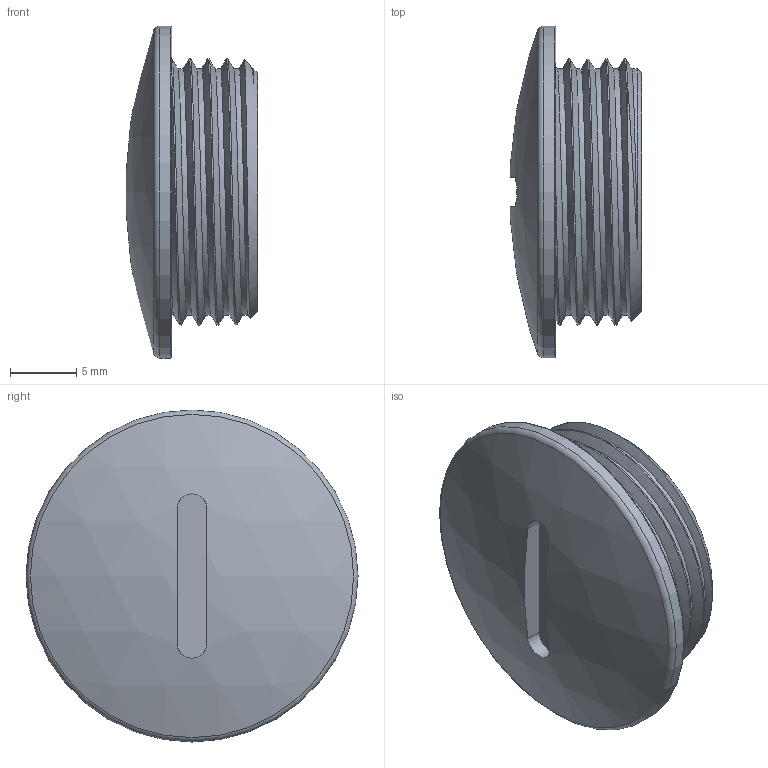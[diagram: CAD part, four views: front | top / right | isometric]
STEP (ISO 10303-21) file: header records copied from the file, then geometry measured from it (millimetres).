
FILE_DESCRIPTION(/* description */ ('Verschlussschraube PG 13,5'),/* implementation_level */ '2;1');
FILE_NAME(/* name */ '11007413-RST.stp',/* time_stamp */ '2022-01-12T10:19:53+01:00',/* author */ ('sl'),/* organization */ (''),/* preprocessor_version */ 'ST-DEVELOPER v16.5',/* originating_system */ 'Autodesk Inventor 2017',/* authorisation */ '');
FILE_SCHEMA (('AUTOMOTIVE_DESIGN { 1 0 10303 214 3 1 1 }'));
Length unit declared in the file: millimetre
Products named in the file (1): 11007413
Bounding box: 9.94 x 25.15 x 25.15 mm (x, y, z)
Volume: 1777.9 mm3; surface area: 2092.3 mm2
Topology: 1 solids, 1 shells, 24 faces, 55 edges, 36 vertices
Faces by surface type: plane 10, cylinder 6, torus 4, bspline 2, cone 1, sphere 1
Full cylindrical faces by diameter (mm): 16.48 x1, 25.15 x1
Entity records: 1571 total; most frequent: CARTESIAN_POINT 1030, DIRECTION 108, ORIENTED_EDGE 96, EDGE_CURVE 48, AXIS2_PLACEMENT_3D 47, VERTEX_POINT 34, EDGE_LOOP 32, FACE_OUTER_BOUND 24
